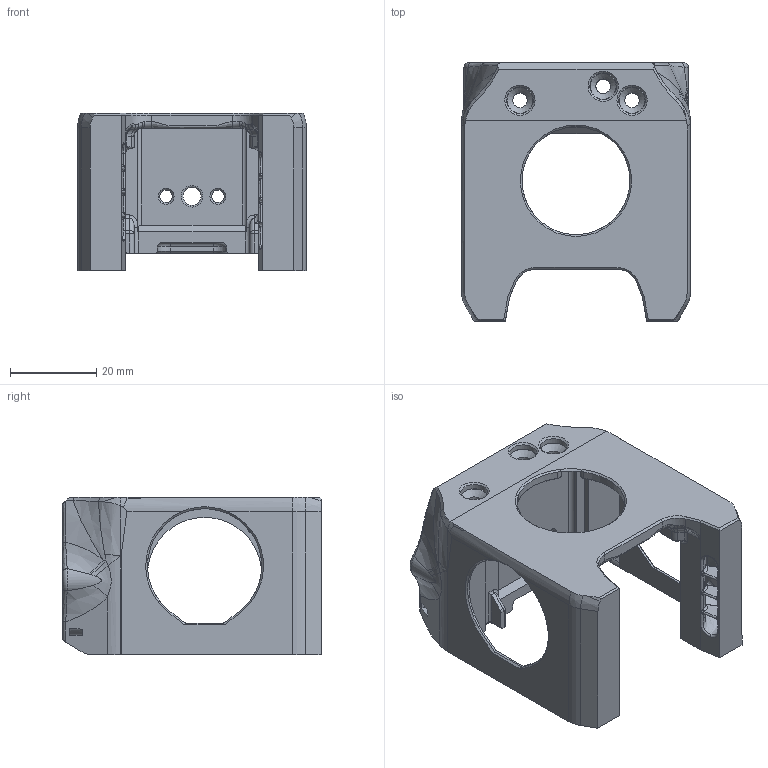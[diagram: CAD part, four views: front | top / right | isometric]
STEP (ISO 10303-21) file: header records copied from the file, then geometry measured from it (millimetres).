
FILE_DESCRIPTION(/* description */ (''),/* implementation_level */ '2;1');
FILE_NAME(/* name */ 'Mini_AfterSherpa_Mosquito.step',/* time_stamp */ '2022-03-10T20:03:39+02:00',/* author */ (''),/* organization */ (''),/* preprocessor_version */ 'ST-DEVELOPER v18.1',/* originating_system */ 'Autodesk Translation Framework v10.13.0.1454',/* authorisation */ '');
FILE_SCHEMA (('AUTOMOTIVE_DESIGN { 1 0 10303 214 3 1 1 }'));
Products named in the file (1): Mini_AfterSherpa_Mosquito
Bounding box: 53 x 59.85 x 36.49 mm (x, y, z)
Volume: 33463.1 mm3; surface area: 18228.3 mm2
Topology: 1 solids, 2 shells, 615 faces, 1606 edges, 946 vertices
Faces by surface type: bspline 239, plane 147, cylinder 143, cone 47, torus 37, sphere 2
Full cylindrical faces by diameter (mm): 2.9 x2, 3.4 x8, 4.2 x1, 4.5 x4, 4.9 x2, 6.2 x3
Entity records: 39589 total; most frequent: CARTESIAN_POINT 26203, ORIENTED_EDGE 3114, DIRECTION 2356, EDGE_CURVE 1557, VERTEX_POINT 946, AXIS2_PLACEMENT_3D 942, EDGE_LOOP 655, FACE_OUTER_BOUND 615
